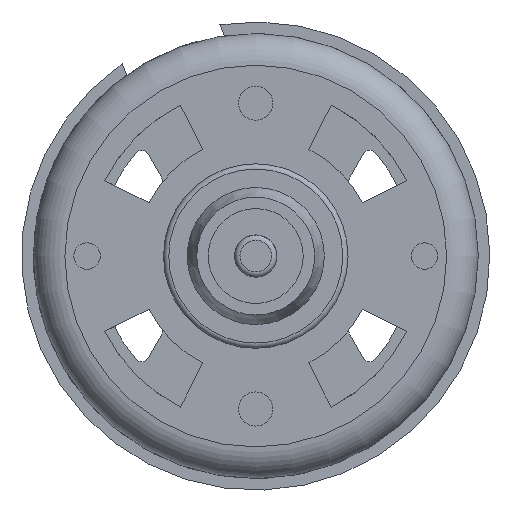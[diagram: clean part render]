
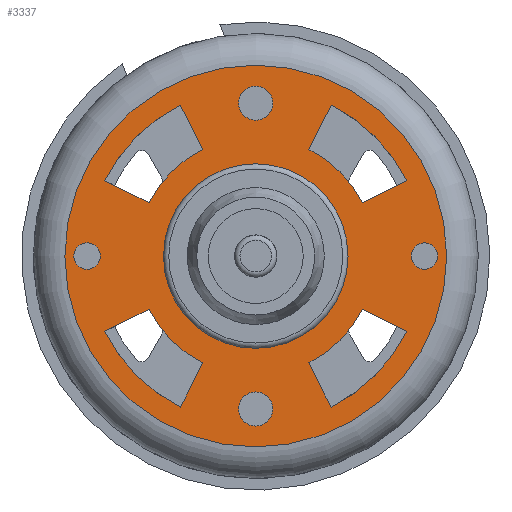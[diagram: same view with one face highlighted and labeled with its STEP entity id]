
A CAD part, left-side view. The second image highlights one B-rep face of the part: STEP entity #3337.
In plain terms, the highlighted face is planar.
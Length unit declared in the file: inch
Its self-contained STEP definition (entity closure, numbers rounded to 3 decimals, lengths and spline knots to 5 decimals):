
#80=PLANE($,#3693);
#184=FACE_BOUND($,#1001,.T.);
#185=FACE_BOUND($,#1002,.T.);
#186=FACE_BOUND($,#1003,.T.);
#187=FACE_BOUND($,#1004,.T.);
#188=FACE_BOUND($,#1005,.T.);
#189=FACE_BOUND($,#1006,.T.);
#190=FACE_BOUND($,#1007,.T.);
#191=FACE_BOUND($,#1008,.T.);
#192=FACE_BOUND($,#1009,.T.);
#305=LINE($,#5860,#537);
#306=LINE($,#5864,#538);
#307=LINE($,#5868,#539);
#308=LINE($,#5872,#540);
#309=LINE($,#5876,#541);
#310=LINE($,#5880,#542);
#311=LINE($,#5884,#543);
#312=LINE($,#5888,#544);
#537=VECTOR($,#4406,0.185);
#538=VECTOR($,#4409,0.185);
#539=VECTOR($,#4412,0.185);
#540=VECTOR($,#4415,0.185);
#541=VECTOR($,#4418,0.185);
#542=VECTOR($,#4421,0.185);
#543=VECTOR($,#4424,0.185);
#544=VECTOR($,#4427,0.185);
#763=FACE_OUTER_BOUND($,#1000,.T.);
#1000=EDGE_LOOP($,(#2574));
#1001=EDGE_LOOP($,(#2575));
#1002=EDGE_LOOP($,(#2576));
#1003=EDGE_LOOP($,(#2577));
#1004=EDGE_LOOP($,(#2578));
#1005=EDGE_LOOP($,(#2579));
#1006=EDGE_LOOP($,(#2580,#2581,#2582,#2583));
#1007=EDGE_LOOP($,(#2584,#2585,#2586,#2587));
#1008=EDGE_LOOP($,(#2588,#2589,#2590,#2591));
#1009=EDGE_LOOP($,(#2592,#2593,#2594,#2595));
#1345=CIRCLE($,#3692,0.06382);
#1346=CIRCLE($,#3694,0.7126);
#1347=CIRCLE($,#3695,0.06382);
#1348=CIRCLE($,#3696,0.04921);
#1349=CIRCLE($,#3697,0.04921);
#1350=CIRCLE($,#3698,0.34449);
#1351=CIRCLE($,#3699,0.445);
#1352=CIRCLE($,#3700,0.63);
#1353=CIRCLE($,#3701,0.445);
#1354=CIRCLE($,#3702,0.63);
#1355=CIRCLE($,#3703,0.445);
#1356=CIRCLE($,#3704,0.63);
#1357=CIRCLE($,#3705,0.445);
#1358=CIRCLE($,#3706,0.63);
#1640=VERTEX_POINT($,#5845);
#1641=VERTEX_POINT($,#5848);
#1642=VERTEX_POINT($,#5850);
#1643=VERTEX_POINT($,#5852);
#1644=VERTEX_POINT($,#5854);
#1645=VERTEX_POINT($,#5856);
#1646=VERTEX_POINT($,#5858);
#1647=VERTEX_POINT($,#5859);
#1648=VERTEX_POINT($,#5861);
#1649=VERTEX_POINT($,#5863);
#1650=VERTEX_POINT($,#5866);
#1651=VERTEX_POINT($,#5867);
#1652=VERTEX_POINT($,#5869);
#1653=VERTEX_POINT($,#5871);
#1654=VERTEX_POINT($,#5874);
#1655=VERTEX_POINT($,#5875);
#1656=VERTEX_POINT($,#5877);
#1657=VERTEX_POINT($,#5879);
#1658=VERTEX_POINT($,#5882);
#1659=VERTEX_POINT($,#5883);
#1660=VERTEX_POINT($,#5885);
#1661=VERTEX_POINT($,#5887);
#2005=EDGE_CURVE($,#1640,#1640,#1345,.T.);
#2006=EDGE_CURVE($,#1641,#1641,#1346,.T.);
#2007=EDGE_CURVE($,#1642,#1642,#1347,.T.);
#2008=EDGE_CURVE($,#1643,#1643,#1348,.T.);
#2009=EDGE_CURVE($,#1644,#1644,#1349,.T.);
#2010=EDGE_CURVE($,#1645,#1645,#1350,.T.);
#2011=EDGE_CURVE($,#1646,#1647,#305,.T.);
#2012=EDGE_CURVE($,#1646,#1648,#1351,.T.);
#2013=EDGE_CURVE($,#1649,#1648,#306,.T.);
#2014=EDGE_CURVE($,#1647,#1649,#1352,.T.);
#2015=EDGE_CURVE($,#1650,#1651,#307,.T.);
#2016=EDGE_CURVE($,#1650,#1652,#1353,.T.);
#2017=EDGE_CURVE($,#1653,#1652,#308,.T.);
#2018=EDGE_CURVE($,#1651,#1653,#1354,.T.);
#2019=EDGE_CURVE($,#1654,#1655,#309,.T.);
#2020=EDGE_CURVE($,#1654,#1656,#1355,.T.);
#2021=EDGE_CURVE($,#1657,#1656,#310,.T.);
#2022=EDGE_CURVE($,#1655,#1657,#1356,.T.);
#2023=EDGE_CURVE($,#1658,#1659,#311,.T.);
#2024=EDGE_CURVE($,#1658,#1660,#1357,.T.);
#2025=EDGE_CURVE($,#1661,#1660,#312,.T.);
#2026=EDGE_CURVE($,#1659,#1661,#1358,.T.);
#2574=ORIENTED_EDGE($,*,*,#2006,.T.);
#2575=ORIENTED_EDGE($,*,*,#2005,.T.);
#2576=ORIENTED_EDGE($,*,*,#2007,.T.);
#2577=ORIENTED_EDGE($,*,*,#2008,.T.);
#2578=ORIENTED_EDGE($,*,*,#2009,.T.);
#2579=ORIENTED_EDGE($,*,*,#2010,.T.);
#2580=ORIENTED_EDGE($,*,*,#2011,.F.);
#2581=ORIENTED_EDGE($,*,*,#2012,.T.);
#2582=ORIENTED_EDGE($,*,*,#2013,.F.);
#2583=ORIENTED_EDGE($,*,*,#2014,.F.);
#2584=ORIENTED_EDGE($,*,*,#2015,.F.);
#2585=ORIENTED_EDGE($,*,*,#2016,.T.);
#2586=ORIENTED_EDGE($,*,*,#2017,.F.);
#2587=ORIENTED_EDGE($,*,*,#2018,.F.);
#2588=ORIENTED_EDGE($,*,*,#2019,.F.);
#2589=ORIENTED_EDGE($,*,*,#2020,.T.);
#2590=ORIENTED_EDGE($,*,*,#2021,.F.);
#2591=ORIENTED_EDGE($,*,*,#2022,.F.);
#2592=ORIENTED_EDGE($,*,*,#2023,.F.);
#2593=ORIENTED_EDGE($,*,*,#2024,.T.);
#2594=ORIENTED_EDGE($,*,*,#2025,.F.);
#2595=ORIENTED_EDGE($,*,*,#2026,.F.);
#3337=ADVANCED_FACE($,(#763,#184,#185,#186,#187,#188,#189,#190,#191,#192),
#80,.T.);
#3692=AXIS2_PLACEMENT_3D($,#5846,#4392,#4393);
#3693=AXIS2_PLACEMENT_3D($,#5847,#4394,#4395);
#3694=AXIS2_PLACEMENT_3D($,#5849,#4396,#4397);
#3695=AXIS2_PLACEMENT_3D($,#5851,#4398,#4399);
#3696=AXIS2_PLACEMENT_3D($,#5853,#4400,#4401);
#3697=AXIS2_PLACEMENT_3D($,#5855,#4402,#4403);
#3698=AXIS2_PLACEMENT_3D($,#5857,#4404,#4405);
#3699=AXIS2_PLACEMENT_3D($,#5862,#4407,#4408);
#3700=AXIS2_PLACEMENT_3D($,#5865,#4410,#4411);
#3701=AXIS2_PLACEMENT_3D($,#5870,#4413,#4414);
#3702=AXIS2_PLACEMENT_3D($,#5873,#4416,#4417);
#3703=AXIS2_PLACEMENT_3D($,#5878,#4419,#4420);
#3704=AXIS2_PLACEMENT_3D($,#5881,#4422,#4423);
#3705=AXIS2_PLACEMENT_3D($,#5886,#4425,#4426);
#3706=AXIS2_PLACEMENT_3D($,#5889,#4428,#4429);
#4392=DIRECTION('center_axis',(0.,0.,-1.));
#4393=DIRECTION('ref_axis',(1.,0.,0.));
#4394=DIRECTION('center_axis',(0.,0.,1.));
#4395=DIRECTION('ref_axis',(1.,0.,0.));
#4396=DIRECTION('center_axis',(0.,0.,1.));
#4397=DIRECTION('ref_axis',(-1.,0.,0.));
#4398=DIRECTION('center_axis',(0.,0.,-1.));
#4399=DIRECTION('ref_axis',(1.,0.,0.));
#4400=DIRECTION('center_axis',(0.,0.,-1.));
#4401=DIRECTION('ref_axis',(-1.,0.,0.));
#4402=DIRECTION('center_axis',(0.,0.,-1.));
#4403=DIRECTION('ref_axis',(1.,0.,0.));
#4404=DIRECTION('center_axis',(0.,0.,-1.));
#4405=DIRECTION('ref_axis',(1.,0.,0.));
#4406=DIRECTION($,(0.895,0.446,0.));
#4407=DIRECTION('center_axis',(0.,0.,1.));
#4408=DIRECTION('ref_axis',(0.895,0.446,0.));
#4409=DIRECTION($,(-0.446,-0.895,0.));
#4410=DIRECTION('center_axis',(0.,0.,1.));
#4411=DIRECTION('ref_axis',(0.895,0.446,0.));
#4412=DIRECTION($,(0.446,-0.895,0.));
#4413=DIRECTION('center_axis',(0.,0.,1.));
#4414=DIRECTION('ref_axis',(0.446,-0.895,0.));
#4415=DIRECTION($,(-0.895,0.446,0.));
#4416=DIRECTION('center_axis',(0.,0.,1.));
#4417=DIRECTION('ref_axis',(0.446,-0.895,0.));
#4418=DIRECTION($,(-0.895,-0.446,0.));
#4419=DIRECTION('center_axis',(0.,0.,1.));
#4420=DIRECTION('ref_axis',(-0.895,-0.446,0.));
#4421=DIRECTION($,(0.446,0.895,0.));
#4422=DIRECTION('center_axis',(0.,0.,1.));
#4423=DIRECTION('ref_axis',(-0.895,-0.446,0.));
#4424=DIRECTION($,(-0.446,0.895,0.));
#4425=DIRECTION('center_axis',(0.,0.,1.));
#4426=DIRECTION('ref_axis',(-0.446,0.895,0.));
#4427=DIRECTION($,(0.895,-0.446,0.));
#4428=DIRECTION('center_axis',(0.,0.,1.));
#4429=DIRECTION('ref_axis',(-0.446,0.895,0.));
#5845=CARTESIAN_POINT('',(-0.50705,0.,1.29921));
#5846=CARTESIAN_POINT('Origin',(-0.57087,0.,1.29921));
#5847=CARTESIAN_POINT('Origin',(0.07552,0.,1.29921));
#5848=CARTESIAN_POINT('',(0.7126,0.,1.29921));
#5849=CARTESIAN_POINT('Origin',(0.,0.,1.29921));
#5850=CARTESIAN_POINT('',(0.50705,0.,1.29921));
#5851=CARTESIAN_POINT('Origin',(0.57087,0.,1.29921));
#5852=CARTESIAN_POINT('',(0.04921,-0.62992,1.29921));
#5853=CARTESIAN_POINT('Origin',(0.,-0.62992,1.29921));
#5854=CARTESIAN_POINT('',(-0.04921,0.62992,1.29921));
#5855=CARTESIAN_POINT('Origin',(0.,0.62992,1.29921));
#5856=CARTESIAN_POINT('',(0.34449,0.,1.29921));
#5857=CARTESIAN_POINT('Origin',(0.,0.,1.29921));
#5858=CARTESIAN_POINT('',(0.39828,0.19849,1.29921));
#5859=CARTESIAN_POINT('',(0.56385,0.28101,1.29921));
#5860=CARTESIAN_POINT($,(0.39828,0.19849,1.29921));
#5861=CARTESIAN_POINT('',(0.19849,0.39828,1.29921));
#5862=CARTESIAN_POINT('Origin',(0.,0.,1.29921));
#5863=CARTESIAN_POINT('',(0.28101,0.56385,1.29921));
#5864=CARTESIAN_POINT($,(0.28101,0.56385,1.29921));
#5865=CARTESIAN_POINT('Origin',(0.,0.,1.29921));
#5866=CARTESIAN_POINT('',(0.19849,-0.39828,1.29921));
#5867=CARTESIAN_POINT('',(0.28101,-0.56385,1.29921));
#5868=CARTESIAN_POINT($,(0.19849,-0.39828,1.29921));
#5869=CARTESIAN_POINT('',(0.39828,-0.19849,1.29921));
#5870=CARTESIAN_POINT('Origin',(0.,0.,1.29921));
#5871=CARTESIAN_POINT('',(0.56385,-0.28101,1.29921));
#5872=CARTESIAN_POINT($,(0.56385,-0.28101,1.29921));
#5873=CARTESIAN_POINT('Origin',(0.,0.,1.29921));
#5874=CARTESIAN_POINT('',(-0.39828,-0.19849,1.29921));
#5875=CARTESIAN_POINT('',(-0.56385,-0.28101,1.29921));
#5876=CARTESIAN_POINT($,(-0.39828,-0.19849,1.29921));
#5877=CARTESIAN_POINT('',(-0.19849,-0.39828,1.29921));
#5878=CARTESIAN_POINT('Origin',(0.,0.,1.29921));
#5879=CARTESIAN_POINT('',(-0.28101,-0.56385,1.29921));
#5880=CARTESIAN_POINT($,(-0.28101,-0.56385,1.29921));
#5881=CARTESIAN_POINT('Origin',(0.,0.,1.29921));
#5882=CARTESIAN_POINT('',(-0.19849,0.39828,1.29921));
#5883=CARTESIAN_POINT('',(-0.28101,0.56385,1.29921));
#5884=CARTESIAN_POINT($,(-0.19849,0.39828,1.29921));
#5885=CARTESIAN_POINT('',(-0.39828,0.19849,1.29921));
#5886=CARTESIAN_POINT('Origin',(0.,0.,1.29921));
#5887=CARTESIAN_POINT('',(-0.56385,0.28101,1.29921));
#5888=CARTESIAN_POINT($,(-0.56385,0.28101,1.29921));
#5889=CARTESIAN_POINT('Origin',(0.,0.,1.29921));
